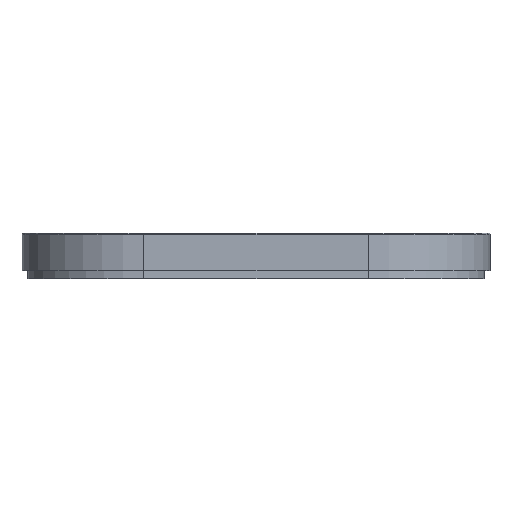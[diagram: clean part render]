
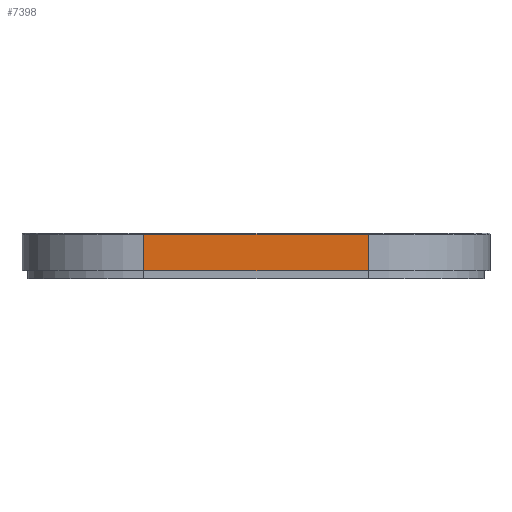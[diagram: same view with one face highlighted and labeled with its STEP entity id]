
A CAD part, left-side view. The second image highlights one B-rep face of the part: STEP entity #7398.
In plain terms, the highlighted planar face has unit normal (-1, 0, 0).
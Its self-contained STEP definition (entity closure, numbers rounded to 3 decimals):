
#346=PLANE('',#8189);
#759=FACE_OUTER_BOUND('',#1259,.T.);
#1259=EDGE_LOOP('',(#6797,#6798,#6799,#6800));
#1647=LINE('',#10504,#2309);
#1651=LINE('',#10525,#2313);
#1718=LINE('',#10781,#2380);
#2294=LINE('',#12663,#2956);
#2309=VECTOR('',#8262,10.);
#2313=VECTOR('',#8288,10.);
#2380=VECTOR('',#8487,10.);
#2956=VECTOR('',#10427,10.);
#2982=VERTEX_POINT('',#10494);
#2984=VERTEX_POINT('',#10500);
#2991=VERTEX_POINT('',#10523);
#3114=VERTEX_POINT('',#10779);
#3682=EDGE_CURVE('',#2982,#2984,#1647,.T.);
#3693=EDGE_CURVE('',#2982,#2991,#1651,.T.);
#3820=EDGE_CURVE('',#3114,#2991,#1718,.T.);
#4702=EDGE_CURVE('',#2984,#3114,#2294,.T.);
#6797=ORIENTED_EDGE('',*,*,#3682,.F.);
#6798=ORIENTED_EDGE('',*,*,#3693,.T.);
#6799=ORIENTED_EDGE('',*,*,#3820,.F.);
#6800=ORIENTED_EDGE('',*,*,#4702,.F.);
#7398=ADVANCED_FACE('',(#759),#346,.T.);
#8189=AXIS2_PLACEMENT_3D('',#12662,#10425,#10426);
#8262=DIRECTION('',(0.,-1.,0.));
#8288=DIRECTION('',(0.,0.,-1.));
#8487=DIRECTION('',(0.,1.,0.));
#10425=DIRECTION('center_axis',(-1.,0.,0.));
#10426=DIRECTION('ref_axis',(0.,1.,0.));
#10427=DIRECTION('',(0.,0.,-1.));
#10494=CARTESIAN_POINT('',(-72.5,20.775,27.3));
#10500=CARTESIAN_POINT('',(-72.5,-20.775,27.3));
#10504=CARTESIAN_POINT('',(-72.5,-10.388,27.3));
#10523=CARTESIAN_POINT('',(-72.5,20.775,20.5));
#10525=CARTESIAN_POINT('',(-72.5,20.775,27.5));
#10779=CARTESIAN_POINT('',(-72.5,-20.775,20.5));
#10781=CARTESIAN_POINT('',(-72.5,-10.388,20.5));
#12662=CARTESIAN_POINT('Origin',(-72.5,-20.775,27.5));
#12663=CARTESIAN_POINT('',(-72.5,-20.775,27.5));
